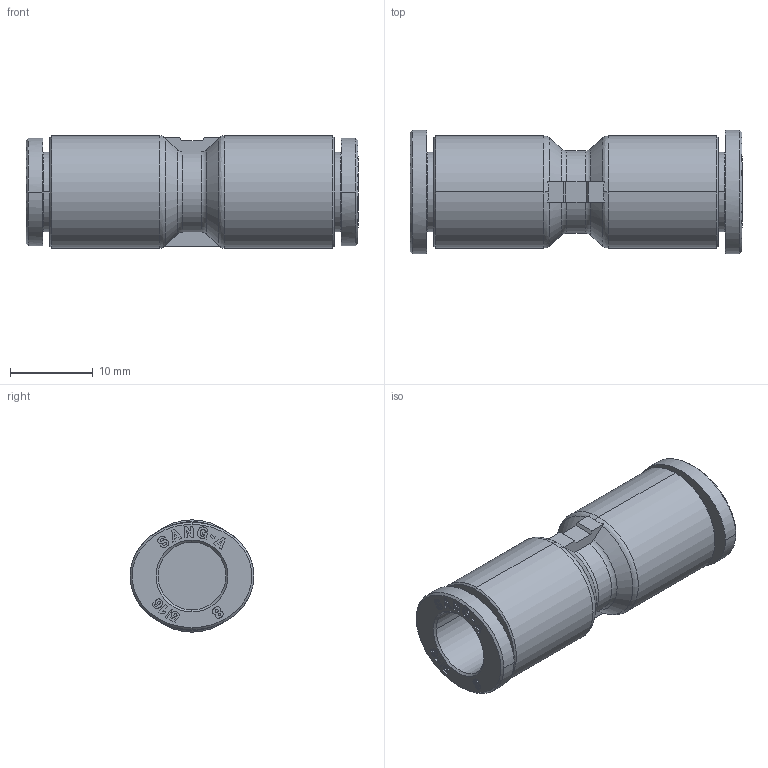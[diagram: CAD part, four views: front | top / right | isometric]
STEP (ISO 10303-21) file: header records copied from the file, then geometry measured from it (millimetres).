
FILE_DESCRIPTION (( 'STEP AP214' ), '1' );
FILE_NAME ('PUC08.stp', '2015-09-24T08:59:26', ( '' ), ( '' ), 'SwSTEP 2.0', 'SolidWorks 2015', '' );
FILE_SCHEMA (( 'AUTOMOTIVE_DESIGN' ));
Length unit declared in the file: millimetre
Products named in the file (2): PUC08; ｦ+ﾃｦ1
Assembly tree (1 placements, depth 2):
  PUC08
    ｦ+ﾃｦ1
Bounding box: 40.2 x 15 x 13.6 mm (x, y, z)
Volume: 3541.7 mm3; surface area: 3238.7 mm2
Topology: 1 solids, 1 shells, 797 faces, 2261 edges, 1504 vertices
Faces by surface type: plane 684, bspline 64, cylinder 29, cone 16, torus 4
Entity records: 27638 total; most frequent: CARTESIAN_POINT 7086, ORIENTED_EDGE 4522, DIRECTION 3643, EDGE_CURVE 2261, LINE 1993, VECTOR 1993, VERTEX_POINT 1504, EDGE_LOOP 835
